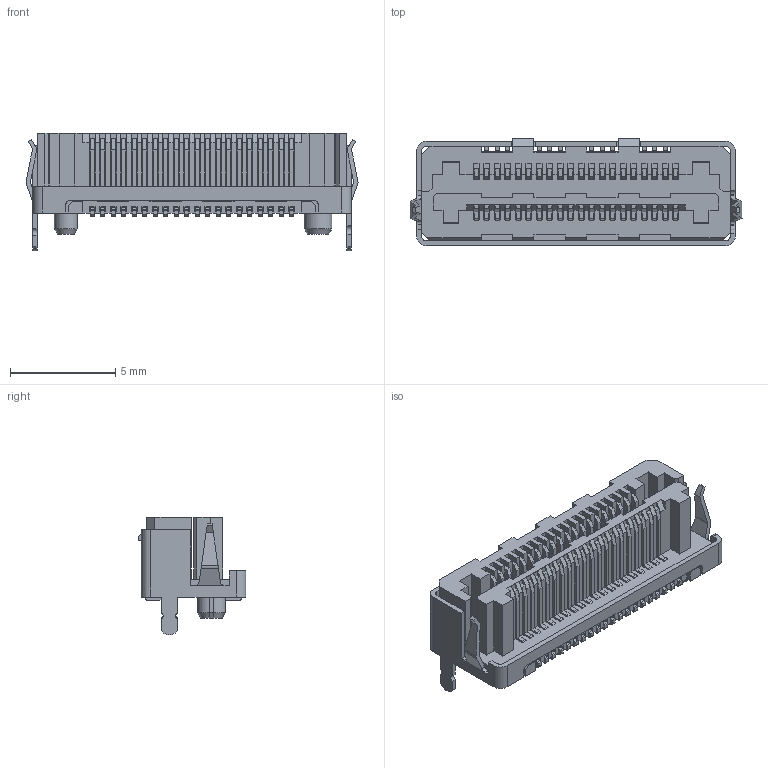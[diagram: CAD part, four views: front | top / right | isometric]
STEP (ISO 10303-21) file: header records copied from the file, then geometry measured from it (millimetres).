
FILE_DESCRIPTION(('FreeCAD Model'),'2;1');
FILE_NAME('_C-185--20-02.5-DV1P_sp.step', '2019-10-08T16:09:54',('kicad StepUp'),('ksu MCAD'), 'Open CASCADE STEP processor 7.3','FreeCAD','Unknown');
FILE_SCHEMA(('AUTOMOTIVE_DESIGN { 1 0 10303 214 1 1 1 1 }'));
Length unit declared in the file: millimetre
Products named in the file (1): _C-185--20-02.5-DV1P_sp
Bounding box: 15.8 x 5.13 x 5.6 mm (x, y, z)
Volume: 151 mm3; surface area: 814.4 mm2
Topology: 1 solids, 1 shells, 1734 faces, 5343 edges, 3440 vertices
Faces by surface type: plane 1419, cylinder 312, cone 3
Full cylindrical faces by diameter (mm): 1.32 x1
Entity records: 70959 total; most frequent: ORIENTED_EDGE 10686, CARTESIAN_POINT 10520, DIRECTION 9445, EDGE_CURVE 5343, LINE 4707, VECTOR 4707, VERTEX_POINT 3440, AXIS2_PLACEMENT_3D 2369
